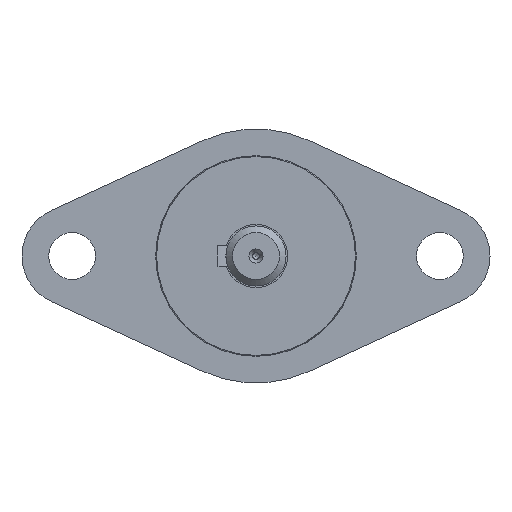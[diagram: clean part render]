
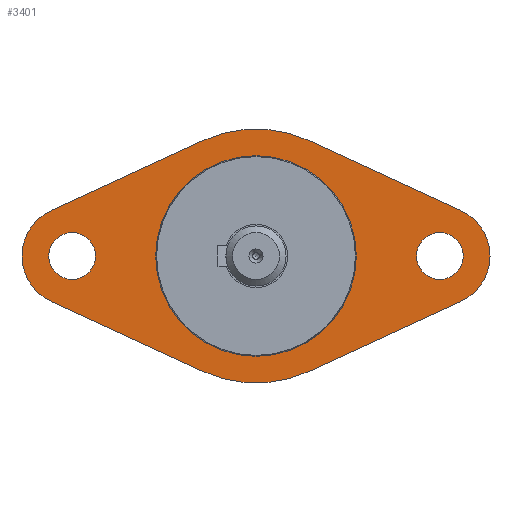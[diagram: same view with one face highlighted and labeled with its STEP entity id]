
A CAD part, left-side view. The second image highlights one B-rep face of the part: STEP entity #3401.
In plain terms, the highlighted planar face has unit normal (-1, 0, 0).
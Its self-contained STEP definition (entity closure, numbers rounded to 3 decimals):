
#74=FACE_BOUND('',#622,.T.);
#75=FACE_BOUND('',#623,.T.);
#76=FACE_BOUND('',#624,.T.);
#149=CIRCLE('',#3687,7.5);
#150=CIRCLE('',#3688,19.);
#151=CIRCLE('',#3689,7.5);
#152=CIRCLE('',#3690,19.);
#153=CIRCLE('',#3691,3.5);
#154=CIRCLE('',#3692,3.5);
#155=CIRCLE('',#3693,15.);
#156=CIRCLE('',#3694,15.);
#408=FACE_OUTER_BOUND('',#621,.T.);
#621=EDGE_LOOP('',(#2653,#2654,#2655,#2656,#2657,#2658,#2659,#2660));
#622=EDGE_LOOP('',(#2661));
#623=EDGE_LOOP('',(#2662));
#624=EDGE_LOOP('',(#2663,#2664));
#927=LINE('',#5623,#1202);
#928=LINE('',#5627,#1203);
#929=LINE('',#5631,#1204);
#930=LINE('',#5634,#1205);
#1202=VECTOR('',#4423,10.);
#1203=VECTOR('',#4426,10.);
#1204=VECTOR('',#4429,10.);
#1205=VECTOR('',#4432,10.);
#1499=VERTEX_POINT('',#5619);
#1500=VERTEX_POINT('',#5620);
#1501=VERTEX_POINT('',#5622);
#1502=VERTEX_POINT('',#5624);
#1503=VERTEX_POINT('',#5626);
#1504=VERTEX_POINT('',#5628);
#1505=VERTEX_POINT('',#5630);
#1506=VERTEX_POINT('',#5632);
#1507=VERTEX_POINT('',#5635);
#1508=VERTEX_POINT('',#5637);
#1509=VERTEX_POINT('',#5639);
#1510=VERTEX_POINT('',#5640);
#1906=EDGE_CURVE('',#1499,#1500,#149,.T.);
#1907=EDGE_CURVE('',#1500,#1501,#927,.T.);
#1908=EDGE_CURVE('',#1501,#1502,#150,.T.);
#1909=EDGE_CURVE('',#1502,#1503,#928,.T.);
#1910=EDGE_CURVE('',#1503,#1504,#151,.T.);
#1911=EDGE_CURVE('',#1504,#1505,#929,.T.);
#1912=EDGE_CURVE('',#1505,#1506,#152,.T.);
#1913=EDGE_CURVE('',#1506,#1499,#930,.T.);
#1914=EDGE_CURVE('',#1507,#1507,#153,.T.);
#1915=EDGE_CURVE('',#1508,#1508,#154,.T.);
#1916=EDGE_CURVE('',#1509,#1510,#155,.T.);
#1917=EDGE_CURVE('',#1510,#1509,#156,.T.);
#2653=ORIENTED_EDGE('',*,*,#1906,.T.);
#2654=ORIENTED_EDGE('',*,*,#1907,.T.);
#2655=ORIENTED_EDGE('',*,*,#1908,.T.);
#2656=ORIENTED_EDGE('',*,*,#1909,.T.);
#2657=ORIENTED_EDGE('',*,*,#1910,.T.);
#2658=ORIENTED_EDGE('',*,*,#1911,.T.);
#2659=ORIENTED_EDGE('',*,*,#1912,.T.);
#2660=ORIENTED_EDGE('',*,*,#1913,.T.);
#2661=ORIENTED_EDGE('',*,*,#1914,.T.);
#2662=ORIENTED_EDGE('',*,*,#1915,.T.);
#2663=ORIENTED_EDGE('',*,*,#1916,.T.);
#2664=ORIENTED_EDGE('',*,*,#1917,.T.);
#3095=PLANE('',#3686);
#3401=ADVANCED_FACE('',(#408,#74,#75,#76),#3095,.T.);
#3686=AXIS2_PLACEMENT_3D('',#5618,#4419,#4420);
#3687=AXIS2_PLACEMENT_3D('',#5621,#4421,#4422);
#3688=AXIS2_PLACEMENT_3D('',#5625,#4424,#4425);
#3689=AXIS2_PLACEMENT_3D('',#5629,#4427,#4428);
#3690=AXIS2_PLACEMENT_3D('',#5633,#4430,#4431);
#3691=AXIS2_PLACEMENT_3D('',#5636,#4433,#4434);
#3692=AXIS2_PLACEMENT_3D('',#5638,#4435,#4436);
#3693=AXIS2_PLACEMENT_3D('',#5641,#4437,#4438);
#3694=AXIS2_PLACEMENT_3D('',#5642,#4439,#4440);
#4419=DIRECTION('center_axis',(-1.,0.,0.));
#4420=DIRECTION('ref_axis',(0.,0.,
-1.));
#4421=DIRECTION('center_axis',(-1.,0.,0.));
#4422=DIRECTION('ref_axis',(0.,-0.418,0.908));
#4423=DIRECTION('',(0.,0.908,0.418));
#4424=DIRECTION('center_axis',(-1.,0.,0.));
#4425=DIRECTION('ref_axis',(0.,0.418,0.908));
#4426=DIRECTION('',(0.,0.908,-0.418));
#4427=DIRECTION('center_axis',(-1.,0.,0.));
#4428=DIRECTION('ref_axis',(0.,0.418,-0.908));
#4429=DIRECTION('',(0.,-0.908,-0.418));
#4430=DIRECTION('center_axis',(-1.,0.,0.));
#4431=DIRECTION('ref_axis',(0.,-0.418,-0.908));
#4432=DIRECTION('',(0.,-0.908,0.418));
#4433=DIRECTION('center_axis',(1.,0.,0.));
#4434=DIRECTION('ref_axis',(0.,0.,
-1.));
#4435=DIRECTION('center_axis',(1.,0.,0.));
#4436=DIRECTION('ref_axis',(0.,0.,
-1.));
#4437=DIRECTION('center_axis',(1.,0.,0.));
#4438=DIRECTION('ref_axis',(0.,-1.,0.));
#4439=DIRECTION('center_axis',(1.,0.,0.));
#4440=DIRECTION('ref_axis',(0.,-1.,0.));
#5618=CARTESIAN_POINT('Origin',(-91.9,-25.,0.));
#5619=CARTESIAN_POINT('',(-91.9,-30.636,-6.813));
#5620=CARTESIAN_POINT('',(-91.9,-30.636,6.813));
#5621=CARTESIAN_POINT('Origin',(-91.9,-27.5,0.));
#5622=CARTESIAN_POINT('',(-91.9,-7.945,17.259));
#5623=CARTESIAN_POINT('',(-91.9,-18.26,12.511));
#5624=CARTESIAN_POINT('',(-91.9,7.945,17.259));
#5625=CARTESIAN_POINT('Origin',(-91.9,0.,0.));
#5626=CARTESIAN_POINT('',(-91.9,30.636,6.813));
#5627=CARTESIAN_POINT('',(-91.9,8.977,16.784));
#5628=CARTESIAN_POINT('',(-91.9,30.636,-6.813));
#5629=CARTESIAN_POINT('Origin',(-91.9,27.5,0.));
#5630=CARTESIAN_POINT('',(-91.9,7.945,-17.259));
#5631=CARTESIAN_POINT('',(-91.9,-2.369,-22.007));
#5632=CARTESIAN_POINT('',(-91.9,-7.945,-17.259));
#5633=CARTESIAN_POINT('Origin',(-91.9,0.,0.));
#5634=CARTESIAN_POINT('',(-91.9,-29.605,-7.288));
#5635=CARTESIAN_POINT('',(-91.9,27.5,3.5));
#5636=CARTESIAN_POINT('Origin',(-91.9,27.5,0.));
#5637=CARTESIAN_POINT('',(-91.9,-27.5,3.5));
#5638=CARTESIAN_POINT('Origin',(-91.9,-27.5,0.));
#5639=CARTESIAN_POINT('',(-91.9,-15.,0.));
#5640=CARTESIAN_POINT('',(-91.9,15.,0.));
#5641=CARTESIAN_POINT('Origin',(-91.9,0.,0.));
#5642=CARTESIAN_POINT('Origin',(-91.9,0.,0.));
